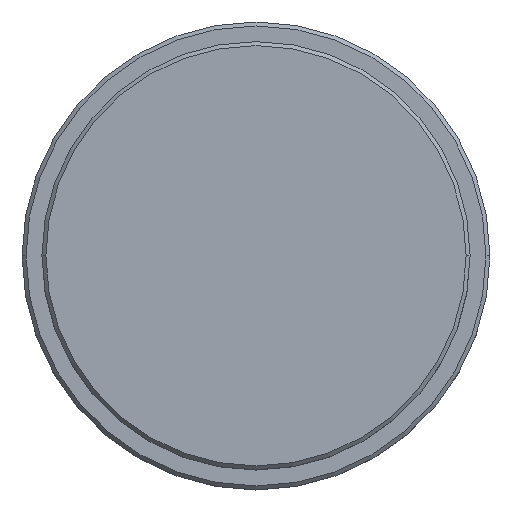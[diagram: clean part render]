
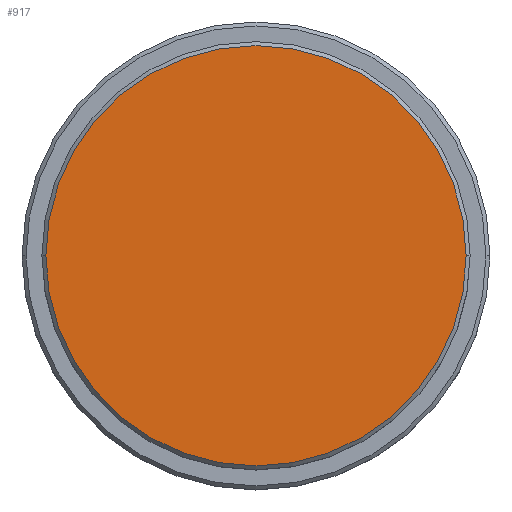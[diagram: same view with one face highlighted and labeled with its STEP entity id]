
A CAD part, top view. The second image highlights one B-rep face of the part: STEP entity #917.
In plain terms, the highlighted planar face has unit normal (0, 0, 1).
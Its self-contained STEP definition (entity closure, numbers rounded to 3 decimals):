
#57 = DIRECTION ( 'NONE',  ( 1., 0., 0. ) ) ;
#125 = DIRECTION ( 'NONE',  ( 0., 0., 1. ) ) ;
#136 = CIRCLE ( 'NONE', #564, 26.5 ) ;
#171 = FACE_OUTER_BOUND ( 'NONE', #475, .T. ) ;
#265 = CARTESIAN_POINT ( 'NONE',  ( 0., 0., 0. ) ) ;
#325 = CARTESIAN_POINT ( 'NONE',  ( -26.5, 0., 0. ) ) ;
#475 = EDGE_LOOP ( 'NONE', ( #746, #1139 ) ) ;
#564 = AXIS2_PLACEMENT_3D ( 'NONE', #565, #125, #667 ) ;
#565 = CARTESIAN_POINT ( 'NONE',  ( 0., 0., 0. ) ) ;
#638 = AXIS2_PLACEMENT_3D ( 'NONE', #265, #809, #732 ) ;
#654 = VERTEX_POINT ( 'NONE', #325 ) ;
#667 = DIRECTION ( 'NONE',  ( 1., 0., 0. ) ) ;
#694 = EDGE_CURVE ( 'NONE', #1385, #654, #136, .T. ) ;
#732 = DIRECTION ( 'NONE',  ( 1., 0., 0. ) ) ;
#746 = ORIENTED_EDGE ( 'NONE', *, *, #787, .T. ) ;
#787 = EDGE_CURVE ( 'NONE', #654, #1385, #1168, .T. ) ;
#796 = PLANE ( 'NONE',  #638 ) ;
#809 = DIRECTION ( 'NONE',  ( 0., 0., 1. ) ) ;
#917 = ADVANCED_FACE ( 'NONE', ( #171 ), #796, .T. ) ;
#981 = CARTESIAN_POINT ( 'NONE',  ( 26.5, 0., 0. ) ) ;
#1139 = ORIENTED_EDGE ( 'NONE', *, *, #694, .T. ) ;
#1168 = CIRCLE ( 'NONE', #1351, 26.5 ) ;
#1247 = DIRECTION ( 'NONE',  ( 0., 0., 1. ) ) ;
#1351 = AXIS2_PLACEMENT_3D ( 'NONE', #1380, #1247, #57 ) ;
#1380 = CARTESIAN_POINT ( 'NONE',  ( 0., 0., 0. ) ) ;
#1385 = VERTEX_POINT ( 'NONE', #981 ) ;
